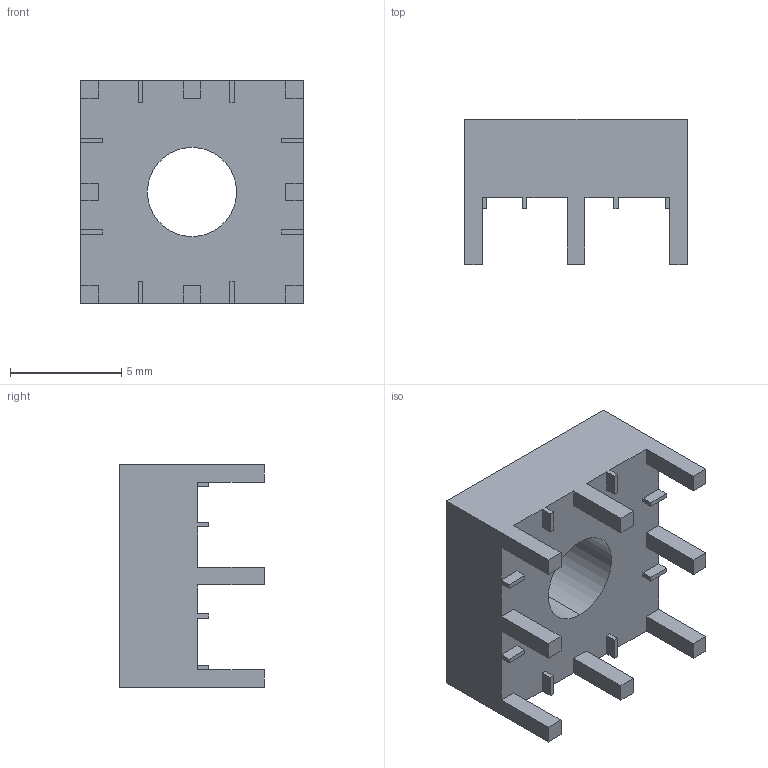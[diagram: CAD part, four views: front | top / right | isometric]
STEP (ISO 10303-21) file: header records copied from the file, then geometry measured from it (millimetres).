
FILE_DESCRIPTION (( 'STEP AP214' ), '1' );
FILE_NAME ('Wurth Studd m5.STEP', '2020-01-30T01:39:28', ( '' ), ( '' ), 'SwSTEP 2.0', 'SolidWorks 2019', '' );
FILE_SCHEMA (( 'AUTOMOTIVE_DESIGN' ));
Length unit declared in the file: millimetre
Products named in the file (1): Wurth Studd m5
Bounding box: 10 x 6.5 x 10 mm (x, y, z)
Volume: 321.1 mm3; surface area: 442.5 mm2
Topology: 1 solids, 1 shells, 70 faces, 202 edges, 134 vertices
Faces by surface type: plane 66, cone 2, cylinder 2
Entity records: 2294 total; most frequent: CARTESIAN_POINT 407, ORIENTED_EDGE 404, DIRECTION 350, EDGE_CURVE 202, VECTOR 196, LINE 196, VERTEX_POINT 134, AXIS2_PLACEMENT_3D 77
